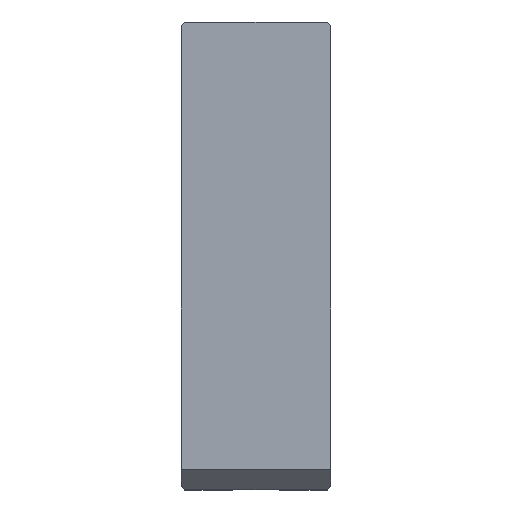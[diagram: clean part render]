
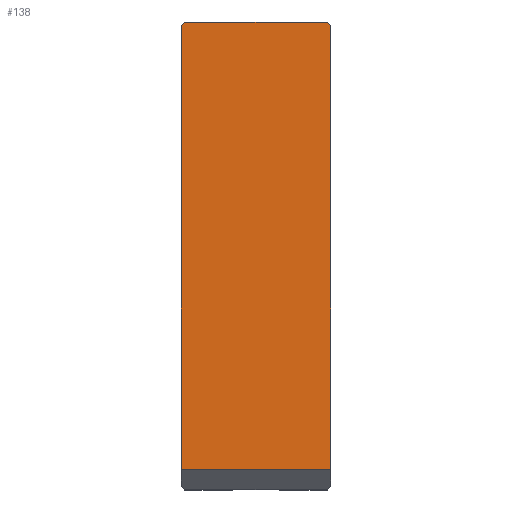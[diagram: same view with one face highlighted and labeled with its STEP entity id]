
A CAD part, top view. The second image highlights one B-rep face of the part: STEP entity #138.
In plain terms, the highlighted planar face has unit normal (0, 0, 1).
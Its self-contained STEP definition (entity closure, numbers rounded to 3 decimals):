
#94 = LINE ( 'NONE', #352, #3168 ) ;
#102 = VECTOR ( 'NONE', #1704, 1000. ) ;
#138 = ADVANCED_FACE ( 'Defeatured_1_1', ( #1006 ), #2029, .F. ) ;
#160 = CARTESIAN_POINT ( 'NONE',  ( 105., 257., 220. ) ) ;
#250 = CARTESIAN_POINT ( 'NONE',  ( 110., 257., 220. ) ) ;
#345 = EDGE_CURVE ( 'Defeatured_1_1+Defeatured_1_9+Defeatured_1_4+Defeatured_1_0', #2302, #1108, #680, .T. ) ;
#352 = CARTESIAN_POINT ( 'NONE',  ( 105., 257., 220. ) ) ;
#398 = ORIENTED_EDGE ( 'NONE', *, *, #345, .T. ) ;
#461 = EDGE_CURVE ( 'Defeatured_1_2+Defeatured_1_1+Defeatured_1_8+Defeatured_1_10', #1727, #1357, #569, .T. ) ;
#526 = CARTESIAN_POINT ( 'NONE',  ( -110., 252., 220. ) ) ;
#569 = LINE ( 'NONE', #250, #3315 ) ;
#610 = ORIENTED_EDGE ( 'NONE', *, *, #461, .F. ) ;
#680 = LINE ( 'NONE', #694, #102 ) ;
#682 = DIRECTION ( 'NONE',  ( -1., 0., 0. ) ) ;
#694 = CARTESIAN_POINT ( 'NONE',  ( -105., 257., 220. ) ) ;
#719 = DIRECTION ( 'NONE',  ( 1., 0., 0. ) ) ;
#798 = DIRECTION ( 'NONE',  ( 0., -1., 0. ) ) ;
#799 = VECTOR ( 'NONE', #1645, 1000. ) ;
#843 = AXIS2_PLACEMENT_3D ( 'NONE', #2761, #988, #682 ) ;
#869 = EDGE_LOOP ( 'NONE', ( #2638, #1183, #610, #1916, #2864, #398 ) ) ;
#920 = CARTESIAN_POINT ( 'NONE',  ( 110., 252., 220. ) ) ;
#988 = DIRECTION ( 'NONE',  ( 0., 0., -1. ) ) ;
#1006 = FACE_OUTER_BOUND ( 'NONE', #869, .T. ) ;
#1108 = VERTEX_POINT ( 'NONE', #526 ) ;
#1180 = VERTEX_POINT ( 'NONE', #2907 ) ;
#1183 = ORIENTED_EDGE ( 'NONE', *, *, #1966, .T. ) ;
#1233 = CARTESIAN_POINT ( 'NONE',  ( -110., 257., 220. ) ) ;
#1296 = LINE ( 'NONE', #2338, #799 ) ;
#1357 = VERTEX_POINT ( 'NONE', #2871 ) ;
#1503 = VECTOR ( 'NONE', #719, 1000. ) ;
#1520 = EDGE_CURVE ( 'Defeatured_1_4+Defeatured_1_1+Defeatured_1_9+Defeatured_1_8', #2302, #2790, #3317, .T. ) ;
#1541 = DIRECTION ( 'NONE',  ( -0.707, 0.707, 0. ) ) ;
#1645 = DIRECTION ( 'NONE',  ( 1., 0., 0. ) ) ;
#1692 = EDGE_CURVE ( 'Defeatured_1_1+Defeatured_1_8+Defeatured_1_2+Defeatured_1_4', #1727, #2790, #94, .T. ) ;
#1704 = DIRECTION ( 'NONE',  ( -0.707, -0.707, 0. ) ) ;
#1727 = VERTEX_POINT ( 'NONE', #920 ) ;
#1916 = ORIENTED_EDGE ( 'NONE', *, *, #1692, .T. ) ;
#1966 = EDGE_CURVE ( 'Defeatured_1_1+Defeatured_1_10+Defeatured_1_0+Defeatured_1_2', #1180, #1357, #1296, .T. ) ;
#2029 = PLANE ( 'NONE',  #843 ) ;
#2302 = VERTEX_POINT ( 'NONE', #2420 ) ;
#2338 = CARTESIAN_POINT ( 'NONE',  ( -110., -403., 220. ) ) ;
#2391 = EDGE_CURVE ( 'Defeatured_1_1+Defeatured_1_0+Defeatured_1_9+Defeatured_1_10', #1108, #1180, #2845, .T. ) ;
#2420 = CARTESIAN_POINT ( 'NONE',  ( -105., 257., 220. ) ) ;
#2552 = CARTESIAN_POINT ( 'NONE',  ( -110., 257., 220. ) ) ;
#2638 = ORIENTED_EDGE ( 'NONE', *, *, #2391, .T. ) ;
#2761 = CARTESIAN_POINT ( 'NONE',  ( -110., 257., 220. ) ) ;
#2790 = VERTEX_POINT ( 'NONE', #160 ) ;
#2845 = LINE ( 'NONE', #2552, #3027 ) ;
#2864 = ORIENTED_EDGE ( 'NONE', *, *, #1520, .F. ) ;
#2871 = CARTESIAN_POINT ( 'NONE',  ( 110., -403., 220. ) ) ;
#2873 = DIRECTION ( 'NONE',  ( 0., -1., 0. ) ) ;
#2907 = CARTESIAN_POINT ( 'NONE',  ( -110., -403., 220. ) ) ;
#3027 = VECTOR ( 'NONE', #798, 1000. ) ;
#3168 = VECTOR ( 'NONE', #1541, 1000. ) ;
#3315 = VECTOR ( 'NONE', #2873, 1000. ) ;
#3317 = LINE ( 'NONE', #1233, #1503 ) ;
